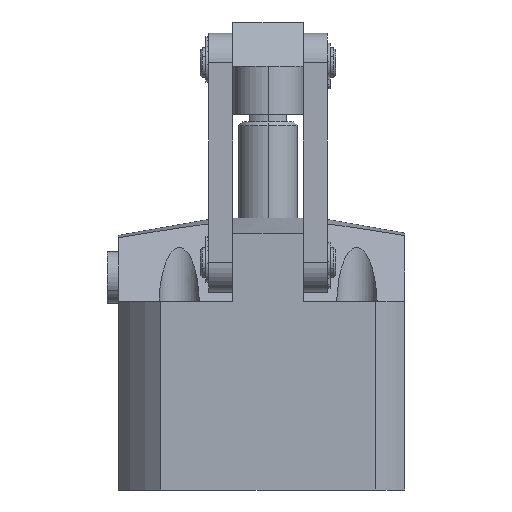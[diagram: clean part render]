
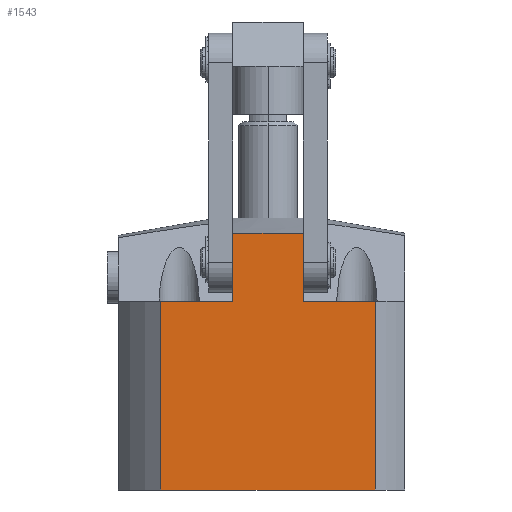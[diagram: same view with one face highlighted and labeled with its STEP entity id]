
A CAD part, front view. The second image highlights one B-rep face of the part: STEP entity #1543.
In plain terms, the highlighted planar face has unit normal (0, -1, 0).
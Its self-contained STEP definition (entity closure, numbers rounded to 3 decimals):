
#961 = LINE ( 'NONE', #2035, #5684 ) ;
#1048 = FACE_OUTER_BOUND ( 'NONE', #8353, .T. ) ;
#1543 = ADVANCED_FACE ( 'NONE', ( #1048 ), #9466, .F. ) ;
#2025 = DIRECTION ( 'NONE',  ( -1., 0., 0. ) ) ;
#2035 = CARTESIAN_POINT ( 'NONE',  ( 28.983, -37., -46.5 ) ) ;
#2285 = CARTESIAN_POINT ( 'NONE',  ( 28.983, -37., 4.5 ) ) ;
#2288 = CARTESIAN_POINT ( 'NONE',  ( -28.983, -37., 4.5 ) ) ;
#2291 = CARTESIAN_POINT ( 'NONE',  ( 9.5, -37., 22.733 ) ) ;
#2293 = CARTESIAN_POINT ( 'NONE',  ( 9.5, -37., 4.5 ) ) ;
#2294 = CARTESIAN_POINT ( 'NONE',  ( -9.5, -37., 22.733 ) ) ;
#2297 = CARTESIAN_POINT ( 'NONE',  ( -9.5, -37., 4.5 ) ) ;
#2817 = VERTEX_POINT ( 'NONE', #10554 ) ;
#2818 = VERTEX_POINT ( 'NONE', #10553 ) ;
#4989 = EDGE_CURVE ( 'NONE', #2817, #2818, #961, .T. ) ;
#5019 = EDGE_CURVE ( 'NONE', #10310, #2818, #5719, .T. ) ;
#5020 = EDGE_CURVE ( 'NONE', #10315, #2817, #5721, .T. ) ;
#5021 = EDGE_CURVE ( 'NONE', #9330, #10315, #5722, .T. ) ;
#5022 = EDGE_CURVE ( 'NONE', #9332, #9330, #5724, .T. ) ;
#5023 = EDGE_CURVE ( 'NONE', #9332, #9328, #9272, .T. ) ;
#5024 = EDGE_CURVE ( 'NONE', #9328, #9335, #5728, .T. ) ;
#5025 = EDGE_CURVE ( 'NONE', #9335, #10310, #5731, .T. ) ;
#5615 = AXIS2_PLACEMENT_3D ( 'NONE', #9483, #9458, #9455 ) ;
#5684 = VECTOR ( 'NONE', #2025, 1000. ) ;
#5719 = LINE ( 'NONE', #9212, #5723 ) ;
#5721 = LINE ( 'NONE', #9213, #5725 ) ;
#5722 = LINE ( 'NONE', #9214, #5727 ) ;
#5723 = VECTOR ( 'NONE', #9216, 1000. ) ;
#5724 = LINE ( 'NONE', #9206, #5729 ) ;
#5725 = VECTOR ( 'NONE', #9205, 1000. ) ;
#5726 = VECTOR ( 'NONE', #9193, 1000. ) ;
#5727 = VECTOR ( 'NONE', #9203, 1000. ) ;
#5728 = LINE ( 'NONE', #9195, #5726 ) ;
#5729 = VECTOR ( 'NONE', #9200, 1000. ) ;
#5731 = LINE ( 'NONE', #9192, #5733 ) ;
#5733 = VECTOR ( 'NONE', #9191, 1000. ) ;
#8353 = EDGE_LOOP ( 'NONE', ( #10212, #10215, #9611, #9623, #9655, #9731, #9733, #9735 ) ) ;
#9191 = DIRECTION ( 'NONE',  ( -1., 0., 0. ) ) ;
#9192 = CARTESIAN_POINT ( 'NONE',  ( -9.5, -37., 4.5 ) ) ;
#9193 = DIRECTION ( 'NONE',  ( 0., 0., -1. ) ) ;
#9195 = CARTESIAN_POINT ( 'NONE',  ( -9.5, -37., 4.5 ) ) ;
#9196 = CARTESIAN_POINT ( 'NONE',  ( -9.5, -37., 22.733 ) ) ;
#9197 = CARTESIAN_POINT ( 'NONE',  ( -6.333, -37., 22.872 ) ) ;
#9198 = CARTESIAN_POINT ( 'NONE',  ( 9.5, -37., 22.733 ) ) ;
#9199 = CARTESIAN_POINT ( 'NONE',  ( 6.333, -37., 22.872 ) ) ;
#9200 = DIRECTION ( 'NONE',  ( 0., 0., -1. ) ) ;
#9202 = CARTESIAN_POINT ( 'NONE',  ( 0., -37., 23.017 ) ) ;
#9203 = DIRECTION ( 'NONE',  ( 1., 0., 0. ) ) ;
#9205 = DIRECTION ( 'NONE',  ( 0., 0., -1. ) ) ;
#9206 = CARTESIAN_POINT ( 'NONE',  ( 9.5, -37., 4.5 ) ) ;
#9212 = CARTESIAN_POINT ( 'NONE',  ( -28.983, -37., 27. ) ) ;
#9213 = CARTESIAN_POINT ( 'NONE',  ( 28.983, -37., 27. ) ) ;
#9214 = CARTESIAN_POINT ( 'NONE',  ( 9.5, -37., 4.5 ) ) ;
#9216 = DIRECTION ( 'NONE',  ( 0., 0., -1. ) ) ;
#9272 = B_SPLINE_CURVE_WITH_KNOTS ( 'NONE', 3,
 ( #9198, #9199, #9202, #9197, #9196 ),
 .UNSPECIFIED., .F., .F.,
 ( 4, 1, 4 ),
 ( 0.118, 0.128, 0.137 ),
 .UNSPECIFIED. ) ;
#9328 = VERTEX_POINT ( 'NONE', #2294 ) ;
#9330 = VERTEX_POINT ( 'NONE', #2293 ) ;
#9332 = VERTEX_POINT ( 'NONE', #2291 ) ;
#9335 = VERTEX_POINT ( 'NONE', #2297 ) ;
#9455 = DIRECTION ( 'NONE',  ( 0., 0., 1. ) ) ;
#9458 = DIRECTION ( 'NONE',  ( 0., 1., 0. ) ) ;
#9466 = PLANE ( 'NONE',  #5615 ) ;
#9483 = CARTESIAN_POINT ( 'NONE',  ( 0., -37., 27. ) ) ;
#9611 = ORIENTED_EDGE ( 'NONE', *, *, #5022, .F. ) ;
#9623 = ORIENTED_EDGE ( 'NONE', *, *, #5023, .T. ) ;
#9655 = ORIENTED_EDGE ( 'NONE', *, *, #5024, .T. ) ;
#9731 = ORIENTED_EDGE ( 'NONE', *, *, #5025, .T. ) ;
#9733 = ORIENTED_EDGE ( 'NONE', *, *, #5019, .T. ) ;
#9735 = ORIENTED_EDGE ( 'NONE', *, *, #4989, .F. ) ;
#10212 = ORIENTED_EDGE ( 'NONE', *, *, #5020, .F. ) ;
#10215 = ORIENTED_EDGE ( 'NONE', *, *, #5021, .F. ) ;
#10310 = VERTEX_POINT ( 'NONE', #2288 ) ;
#10315 = VERTEX_POINT ( 'NONE', #2285 ) ;
#10553 = CARTESIAN_POINT ( 'NONE',  ( -28.983, -37., -46.5 ) ) ;
#10554 = CARTESIAN_POINT ( 'NONE',  ( 28.983, -37., -46.5 ) ) ;
